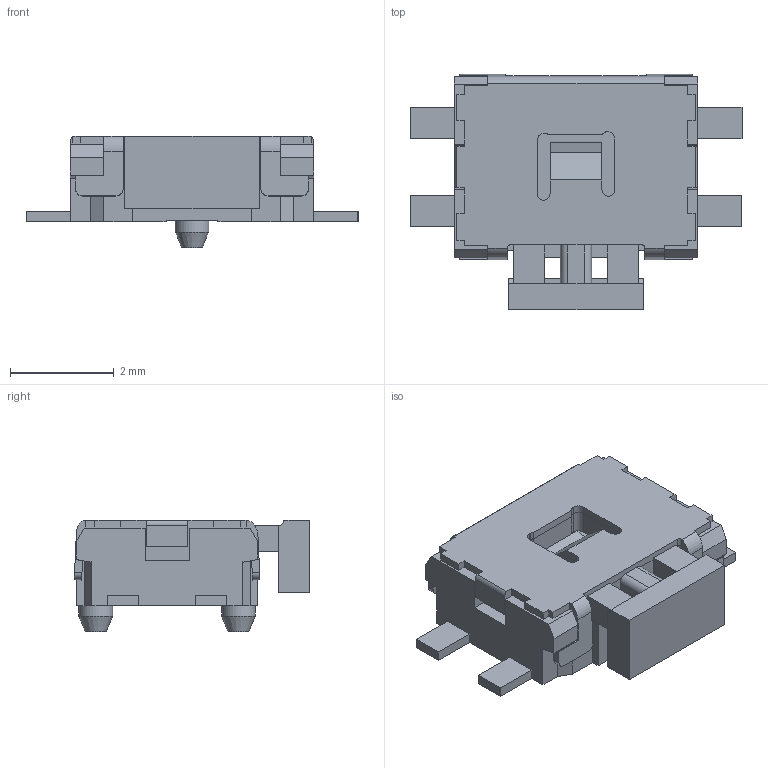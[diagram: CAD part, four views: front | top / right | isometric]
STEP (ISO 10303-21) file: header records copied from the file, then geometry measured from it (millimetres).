
FILE_DESCRIPTION(/* description */ ('STEP AP214'),/* implementation_level */ '2;1');
FILE_NAME(/* name */ 'EVQPU-LC-02K v3.step',/* time_stamp */ '2024-08-26T16:21:44+01:00',/* author */ (''),/* organization */ (''),/* preprocessor_version */ 'ST-DEVELOPER v20',/* originating_system */ 'Autodesk Translation Framework v13.14.0.145',/* authorisation */ '');
FILE_SCHEMA (('AUTOMOTIVE_DESIGN { 1 0 10303 214 3 1 1 }'));
Length unit declared in the file: millimetre
Products named in the file (1): EVQPUC02K
Bounding box: 6.4 x 4.54 x 2.15 mm (x, y, z)
Volume: 27.8 mm3; surface area: 94.8 mm2
Topology: 1 solids, 1 shells, 302 faces, 867 edges, 564 vertices
Faces by surface type: plane 258, cylinder 38, bspline 4, cone 2
Full cylindrical faces by diameter (mm): 0.65 x2
Entity records: 9948 total; most frequent: CARTESIAN_POINT 1795, ORIENTED_EDGE 1734, DIRECTION 1535, EDGE_CURVE 867, LINE 787, VECTOR 787, VERTEX_POINT 564, AXIS2_PLACEMENT_3D 374
